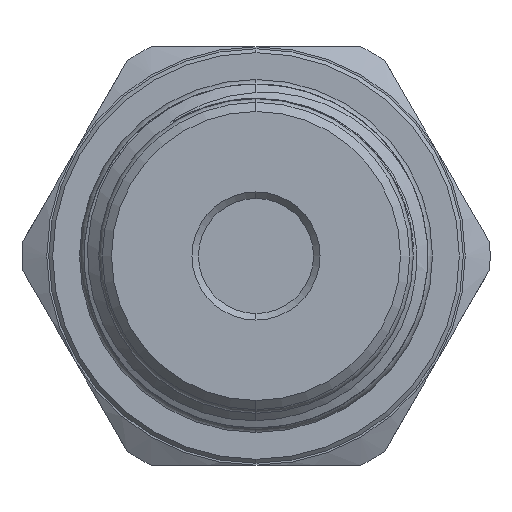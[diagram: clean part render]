
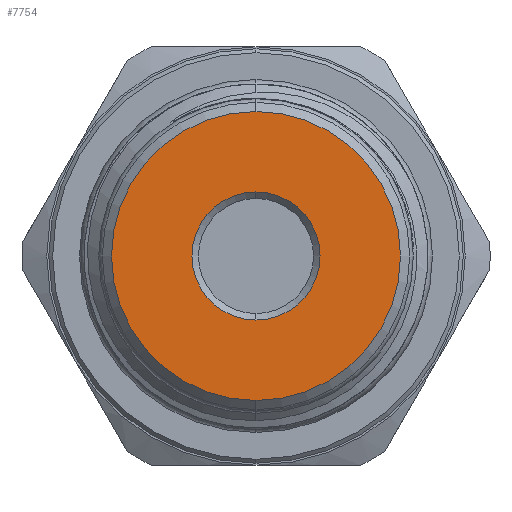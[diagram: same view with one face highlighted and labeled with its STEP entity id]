
A CAD part, left-side view. The second image highlights one B-rep face of the part: STEP entity #7754.
In plain terms, the highlighted planar face has unit normal (-1, 0, 0).
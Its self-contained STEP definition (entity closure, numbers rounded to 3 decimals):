
#13 = CARTESIAN_POINT ( 'NONE',  ( -38.6, 0., 0. ) ) ;
#14 = DIRECTION ( 'NONE',  ( 1., 0., 0. ) ) ;
#15 = DIRECTION ( 'NONE',  ( 0., 0., -1. ) ) ;
#232 = DIRECTION ( 'NONE',  ( 0., 0., -1. ) ) ;
#282 = PLANE ( 'NONE',  #10604 ) ;
#283 = DIRECTION ( 'NONE',  ( 1., 0., 0. ) ) ;
#286 = CARTESIAN_POINT ( 'NONE',  ( -38.6, 0., 0. ) ) ;
#1223 = CARTESIAN_POINT ( 'NONE',  ( -38.6, 0., 0. ) ) ;
#1224 = DIRECTION ( 'NONE',  ( -1., 0., 0. ) ) ;
#1225 = DIRECTION ( 'NONE',  ( 0., 0., -1. ) ) ;
#1228 = CARTESIAN_POINT ( 'NONE',  ( -38.6, 0., 0. ) ) ;
#1229 = DIRECTION ( 'NONE',  ( 1., 0., 0. ) ) ;
#1230 = DIRECTION ( 'NONE',  ( 0., 0., -1. ) ) ;
#2792 = EDGE_LOOP ( 'NONE', ( #6849, #7333 ) ) ;
#2809 = EDGE_LOOP ( 'NONE', ( #7362, #7228 ) ) ;
#3666 = FACE_OUTER_BOUND ( 'NONE', #2792, .T. ) ;
#3961 = FACE_BOUND ( 'NONE', #2809, .T. ) ;
#4088 = VERTEX_POINT ( 'NONE', #5740 ) ;
#4100 = VERTEX_POINT ( 'NONE', #5738 ) ;
#4202 = VERTEX_POINT ( 'NONE', #5788 ) ;
#4249 = VERTEX_POINT ( 'NONE', #5808 ) ;
#5738 = CARTESIAN_POINT ( 'NONE',  ( -38.6, 0., 11.05 ) ) ;
#5740 = CARTESIAN_POINT ( 'NONE',  ( -38.6, 0., 4.9 ) ) ;
#5788 = CARTESIAN_POINT ( 'NONE',  ( -38.6, 0., -11.05 ) ) ;
#5808 = CARTESIAN_POINT ( 'NONE',  ( -38.6, 0., -4.9 ) ) ;
#6849 = ORIENTED_EDGE ( 'NONE', *, *, #13772, .T. ) ;
#7228 = ORIENTED_EDGE ( 'NONE', *, *, #13773, .T. ) ;
#7333 = ORIENTED_EDGE ( 'NONE', *, *, #13627, .T. ) ;
#7362 = ORIENTED_EDGE ( 'NONE', *, *, #13597, .T. ) ;
#7754 = ADVANCED_FACE ( 'NONE', ( #3961, #3666 ), #282, .F. ) ;
#9550 = CARTESIAN_POINT ( 'NONE',  ( -38.6, 0., 0. ) ) ;
#9551 = DIRECTION ( 'NONE',  ( -1., 0., 0. ) ) ;
#9552 = DIRECTION ( 'NONE',  ( 0., 0., -1. ) ) ;
#9846 = CIRCLE ( 'NONE', #10363, 11.05 ) ;
#9887 = CIRCLE ( 'NONE', #10638, 11.05 ) ;
#9930 = CIRCLE ( 'NONE', #10289, 4.9 ) ;
#10288 = AXIS2_PLACEMENT_3D ( 'NONE', #13, #14, #15 ) ;
#10289 = AXIS2_PLACEMENT_3D ( 'NONE', #1228, #1229, #1230 ) ;
#10363 = AXIS2_PLACEMENT_3D ( 'NONE', #9550, #9551, #9552 ) ;
#10604 = AXIS2_PLACEMENT_3D ( 'NONE', #286, #283, #232 ) ;
#10638 = AXIS2_PLACEMENT_3D ( 'NONE', #1223, #1224, #1225 ) ;
#12419 = CIRCLE ( 'NONE', #10288, 4.9 ) ;
#13597 = EDGE_CURVE ( 'NONE', #4088, #4249, #12419, .T. ) ;
#13627 = EDGE_CURVE ( 'NONE', #4100, #4202, #9846, .T. ) ;
#13772 = EDGE_CURVE ( 'NONE', #4202, #4100, #9887, .T. ) ;
#13773 = EDGE_CURVE ( 'NONE', #4249, #4088, #9930, .T. ) ;
